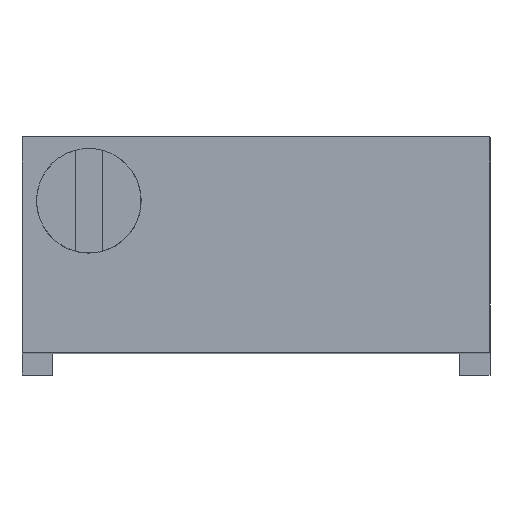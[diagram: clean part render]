
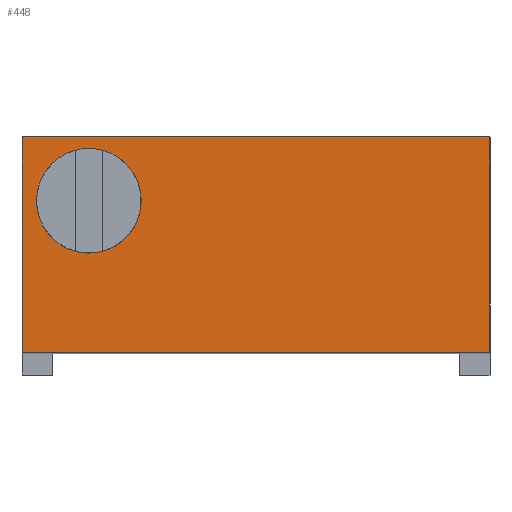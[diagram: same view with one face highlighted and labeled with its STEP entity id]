
A CAD part, top view. The second image highlights one B-rep face of the part: STEP entity #448.
In plain terms, the highlighted face is planar.
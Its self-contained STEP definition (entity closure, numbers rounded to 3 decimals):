
#46=FACE_OUTER_BOUND('',#76,.T.);
#76=EDGE_LOOP('',(#302,#303,#304,#305));
#106=LINE('',#683,#154);
#107=LINE('',#685,#155);
#108=LINE('',#687,#156);
#109=LINE('',#688,#157);
#154=VECTOR('',#546,10.);
#155=VECTOR('',#547,10.);
#156=VECTOR('',#548,10.);
#157=VECTOR('',#549,10.);
#202=VERTEX_POINT('',#681);
#203=VERTEX_POINT('',#682);
#204=VERTEX_POINT('',#684);
#205=VERTEX_POINT('',#686);
#242=EDGE_CURVE('',#202,#203,#106,.T.);
#243=EDGE_CURVE('',#204,#202,#107,.T.);
#244=EDGE_CURVE('',#205,#204,#108,.T.);
#245=EDGE_CURVE('',#203,#205,#109,.T.);
#302=ORIENTED_EDGE('',*,*,#242,.F.);
#303=ORIENTED_EDGE('',*,*,#243,.F.);
#304=ORIENTED_EDGE('',*,*,#244,.F.);
#305=ORIENTED_EDGE('',*,*,#245,.F.);
#422=PLANE('',#497);
#448=ADVANCED_FACE('',(#46),#422,.F.);
#497=AXIS2_PLACEMENT_3D('',#680,#544,#545);
#544=DIRECTION('center_axis',(1.,0.,0.));
#545=DIRECTION('ref_axis',(0.,0.,-1.));
#546=DIRECTION('',(0.,1.,0.));
#547=DIRECTION('',(0.,0.,-1.));
#548=DIRECTION('',(0.,-1.,0.));
#549=DIRECTION('',(0.,0.,1.));
#680=CARTESIAN_POINT('Origin',(-0.285,0.,0.));
#681=CARTESIAN_POINT('',(-0.285,-9.653,0.));
#682=CARTESIAN_POINT('',(-0.285,0.128,0.));
#683=CARTESIAN_POINT('',(-0.285,0.,0.));
#684=CARTESIAN_POINT('',(-0.285,-9.653,4.512));
#685=CARTESIAN_POINT('',(-0.285,-9.653,0.));
#686=CARTESIAN_POINT('',(-0.285,0.128,4.512));
#687=CARTESIAN_POINT('',(-0.285,0.,4.512));
#688=CARTESIAN_POINT('',(-0.285,0.128,0.));
